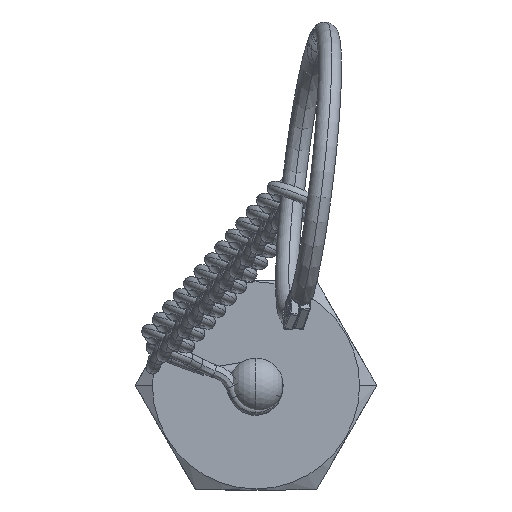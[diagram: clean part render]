
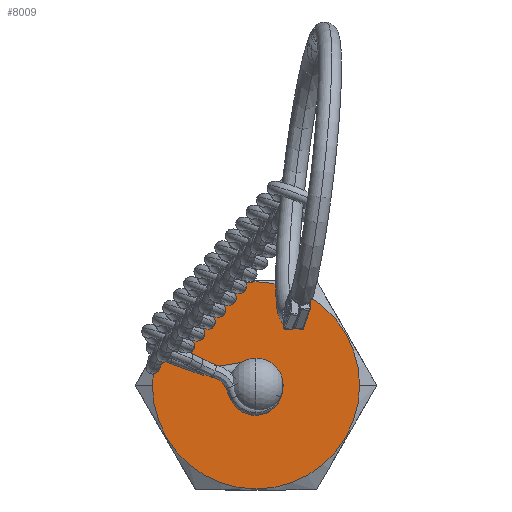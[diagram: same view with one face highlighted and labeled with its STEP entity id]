
A CAD part, left-side view. The second image highlights one B-rep face of the part: STEP entity #8009.
In plain terms, the highlighted planar face has unit normal (-1, 0, 0).
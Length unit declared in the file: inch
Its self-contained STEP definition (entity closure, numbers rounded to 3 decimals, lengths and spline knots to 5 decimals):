
#398 = VERTEX_POINT ( 'NONE', #8553 ) ;
#911 = CIRCLE ( 'NONE', #7689, 0.495 ) ;
#1345 = AXIS2_PLACEMENT_3D ( 'NONE', #13578, #10330, #2096 ) ;
#1368 = DIRECTION ( 'NONE',  ( -1., 0., 0. ) ) ;
#1423 = EDGE_CURVE ( 'NONE', #2657, #398, #5844, .T. ) ;
#1607 = DIRECTION ( 'NONE',  ( 1., 0., 0. ) ) ;
#2096 = DIRECTION ( 'NONE',  ( 0., 0., 1. ) ) ;
#2241 = DIRECTION ( 'NONE',  ( 0., 0., 1. ) ) ;
#2478 = DIRECTION ( 'NONE',  ( 0., 0., 1. ) ) ;
#2657 = VERTEX_POINT ( 'NONE', #3872 ) ;
#3505 = DIRECTION ( 'NONE',  ( -1., 0., 0. ) ) ;
#3872 = CARTESIAN_POINT ( 'NONE',  ( -1.12, 0., 0.495 ) ) ;
#4085 = DIRECTION ( 'NONE',  ( -1., 0., 0. ) ) ;
#4365 = AXIS2_PLACEMENT_3D ( 'NONE', #11038, #1607, #13273 ) ;
#4434 = ORIENTED_EDGE ( 'NONE', *, *, #11026, .T. ) ;
#4443 = EDGE_CURVE ( 'NONE', #4657, #10512, #12324, .T. ) ;
#4657 = VERTEX_POINT ( 'NONE', #11727 ) ;
#5033 = CARTESIAN_POINT ( 'NONE',  ( -1.12, 0., -0.06425 ) ) ;
#5190 = FACE_BOUND ( 'NONE', #12299, .T. ) ;
#5840 = CIRCLE ( 'NONE', #13337, 0.06425 ) ;
#5844 = CIRCLE ( 'NONE', #7552, 0.495 ) ;
#6266 = DIRECTION ( 'NONE',  ( 0., 0., 1. ) ) ;
#7471 = ORIENTED_EDGE ( 'NONE', *, *, #1423, .T. ) ;
#7552 = AXIS2_PLACEMENT_3D ( 'NONE', #9666, #3505, #2478 ) ;
#7689 = AXIS2_PLACEMENT_3D ( 'NONE', #10396, #4085, #6266 ) ;
#8009 = ADVANCED_FACE ( 'NONE', ( #5190, #12448 ), #11128, .F. ) ;
#8455 = EDGE_CURVE ( 'NONE', #10512, #4657, #5840, .T. ) ;
#8553 = CARTESIAN_POINT ( 'NONE',  ( -1.12, 0., -0.495 ) ) ;
#8613 = ORIENTED_EDGE ( 'NONE', *, *, #8455, .F. ) ;
#9666 = CARTESIAN_POINT ( 'NONE',  ( -1.12, 0., 0. ) ) ;
#9704 = CARTESIAN_POINT ( 'NONE',  ( -1.12, 0., 0. ) ) ;
#10330 = DIRECTION ( 'NONE',  ( -1., 0., 0. ) ) ;
#10396 = CARTESIAN_POINT ( 'NONE',  ( -1.12, 0., 0. ) ) ;
#10512 = VERTEX_POINT ( 'NONE', #5033 ) ;
#11026 = EDGE_CURVE ( 'NONE', #398, #2657, #911, .T. ) ;
#11038 = CARTESIAN_POINT ( 'NONE',  ( -1.12, 0.5, 0.28868 ) ) ;
#11128 = PLANE ( 'NONE',  #4365 ) ;
#11389 = ORIENTED_EDGE ( 'NONE', *, *, #4443, .F. ) ;
#11727 = CARTESIAN_POINT ( 'NONE',  ( -1.12, 0., 0.06425 ) ) ;
#12299 = EDGE_LOOP ( 'NONE', ( #11389, #8613 ) ) ;
#12324 = CIRCLE ( 'NONE', #1345, 0.06425 ) ;
#12448 = FACE_OUTER_BOUND ( 'NONE', #12871, .T. ) ;
#12871 = EDGE_LOOP ( 'NONE', ( #4434, #7471 ) ) ;
#13273 = DIRECTION ( 'NONE',  ( 0., 0., -1. ) ) ;
#13337 = AXIS2_PLACEMENT_3D ( 'NONE', #9704, #1368, #2241 ) ;
#13578 = CARTESIAN_POINT ( 'NONE',  ( -1.12, 0., 0. ) ) ;
